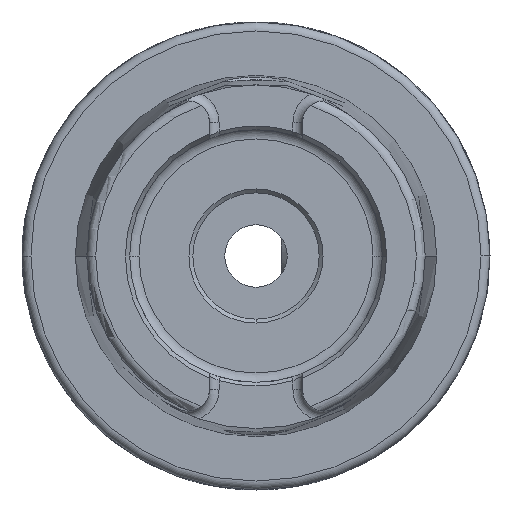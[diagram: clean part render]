
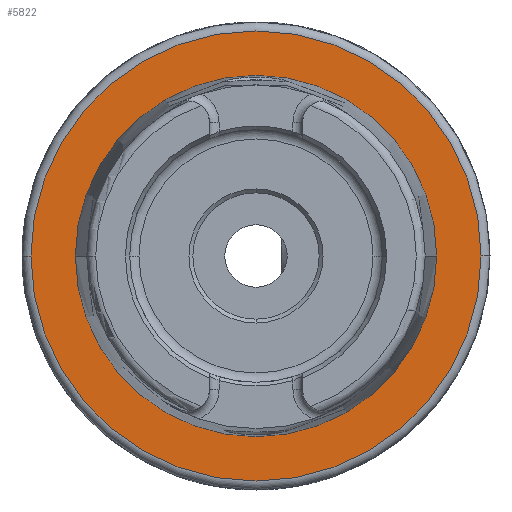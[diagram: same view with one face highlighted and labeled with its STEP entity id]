
A CAD part, left-side view. The second image highlights one B-rep face of the part: STEP entity #5822.
In plain terms, the highlighted planar face has unit normal (-1, 0, 0).
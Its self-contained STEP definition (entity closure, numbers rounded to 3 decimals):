
#270 = CARTESIAN_POINT ( 'NONE',  ( 0., 0., 0. ) ) ;
#338 = EDGE_CURVE ( 'NONE', #7312, #2721, #1039, .T. ) ;
#457 = DIRECTION ( 'NONE',  ( -1., 0., 0. ) ) ;
#652 = DIRECTION ( 'NONE',  ( 1., 0., 0. ) ) ;
#1039 = CIRCLE ( 'NONE', #2723, 30.3 ) ;
#1064 = CIRCLE ( 'NONE', #1967, 24.321 ) ;
#1210 = AXIS2_PLACEMENT_3D ( 'NONE', #6500, #2743, #7113 ) ;
#1461 = EDGE_CURVE ( 'NONE', #2721, #7312, #4214, .T. ) ;
#1617 = EDGE_LOOP ( 'NONE', ( #4907, #5329 ) ) ;
#1694 = FACE_OUTER_BOUND ( 'NONE', #5953, .T. ) ;
#1967 = AXIS2_PLACEMENT_3D ( 'NONE', #3684, #8026, #4316 ) ;
#2475 = AXIS2_PLACEMENT_3D ( 'NONE', #4207, #457, #4866 ) ;
#2721 = VERTEX_POINT ( 'NONE', #6785 ) ;
#2723 = AXIS2_PLACEMENT_3D ( 'NONE', #270, #652, #3549 ) ;
#2743 = DIRECTION ( 'NONE',  ( 1., 0., 0. ) ) ;
#2952 = ORIENTED_EDGE ( 'NONE', *, *, #338, .F. ) ;
#3382 = FACE_BOUND ( 'NONE', #1617, .T. ) ;
#3508 = AXIS2_PLACEMENT_3D ( 'NONE', #6295, #7374, #7479 ) ;
#3549 = DIRECTION ( 'NONE',  ( 0., 1., 0. ) ) ;
#3684 = CARTESIAN_POINT ( 'NONE',  ( 0., 0., 0. ) ) ;
#3944 = CARTESIAN_POINT ( 'NONE',  ( 0., 24.321, 0. ) ) ;
#4207 = CARTESIAN_POINT ( 'NONE',  ( 0., 24.321, 0. ) ) ;
#4214 = CIRCLE ( 'NONE', #3508, 30.3 ) ;
#4228 = CIRCLE ( 'NONE', #1210, 24.321 ) ;
#4316 = DIRECTION ( 'NONE',  ( 0., 1., 0. ) ) ;
#4368 = CARTESIAN_POINT ( 'NONE',  ( 0., -24.321, 0. ) ) ;
#4835 = PLANE ( 'NONE',  #2475 ) ;
#4866 = DIRECTION ( 'NONE',  ( 0., -1., 0. ) ) ;
#4907 = ORIENTED_EDGE ( 'NONE', *, *, #7916, .T. ) ;
#5146 = ORIENTED_EDGE ( 'NONE', *, *, #1461, .F. ) ;
#5329 = ORIENTED_EDGE ( 'NONE', *, *, #7201, .T. ) ;
#5542 = VERTEX_POINT ( 'NONE', #4368 ) ;
#5822 = ADVANCED_FACE ( 'NONE', ( #3382, #1694 ), #4835, .T. ) ;
#5953 = EDGE_LOOP ( 'NONE', ( #5146, #2952 ) ) ;
#6295 = CARTESIAN_POINT ( 'NONE',  ( 0., 0., 0. ) ) ;
#6500 = CARTESIAN_POINT ( 'NONE',  ( 0., 0., 0. ) ) ;
#6785 = CARTESIAN_POINT ( 'NONE',  ( 0., 30.3, 0. ) ) ;
#7113 = DIRECTION ( 'NONE',  ( 0., 1., 0. ) ) ;
#7201 = EDGE_CURVE ( 'NONE', #5542, #7883, #1064, .T. ) ;
#7312 = VERTEX_POINT ( 'NONE', #7521 ) ;
#7374 = DIRECTION ( 'NONE',  ( 1., 0., 0. ) ) ;
#7479 = DIRECTION ( 'NONE',  ( 0., 1., 0. ) ) ;
#7521 = CARTESIAN_POINT ( 'NONE',  ( 0., -30.3, 0. ) ) ;
#7883 = VERTEX_POINT ( 'NONE', #3944 ) ;
#7916 = EDGE_CURVE ( 'NONE', #7883, #5542, #4228, .T. ) ;
#8026 = DIRECTION ( 'NONE',  ( 1., 0., 0. ) ) ;
